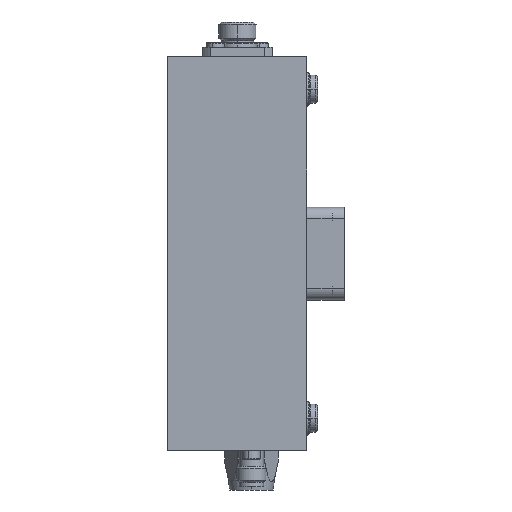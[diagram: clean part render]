
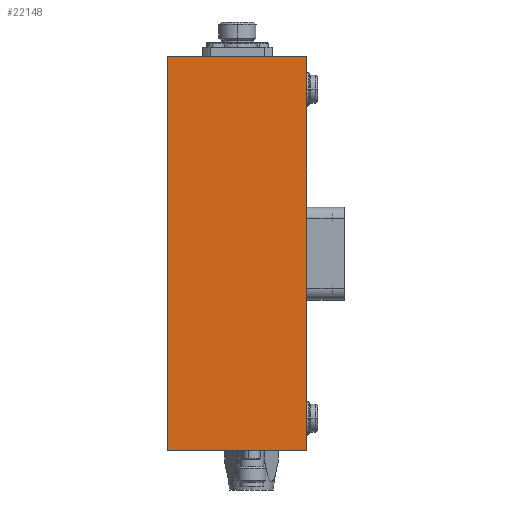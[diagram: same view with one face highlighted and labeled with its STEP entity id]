
A CAD part, left-side view. The second image highlights one B-rep face of the part: STEP entity #22148.
In plain terms, the highlighted planar face has unit normal (-1, 0, 0).
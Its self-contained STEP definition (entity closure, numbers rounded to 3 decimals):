
#21376 = VERTEX_POINT ( 'NONE', #66991 ) ;
#21383 = VERTEX_POINT ( 'NONE', #66867 ) ;
#21391 = EDGE_CURVE ( 'NONE', #21383, #21376, #66963, .T. ) ;
#21889 = ORIENTED_EDGE ( 'NONE', *, *, #22199, .F. ) ;
#21935 = ORIENTED_EDGE ( 'NONE', *, *, #22146, .T. ) ;
#21976 = VERTEX_POINT ( 'NONE', #68564 ) ;
#22043 = EDGE_LOOP ( 'NONE', ( #21935, #22149, #21889, #22211 ) ) ;
#22142 = VERTEX_POINT ( 'NONE', #68847 ) ;
#22146 = EDGE_CURVE ( 'NONE', #21376, #21976, #68727, .T. ) ;
#22148 = ADVANCED_FACE ( 'NONE', ( #68819 ), #68796, .F. ) ;
#22149 = ORIENTED_EDGE ( 'NONE', *, *, #22150, .F. ) ;
#22150 = EDGE_CURVE ( 'NONE', #22142, #21976, #68937, .T. ) ;
#22199 = EDGE_CURVE ( 'NONE', #21383, #22142, #68966, .T. ) ;
#22211 = ORIENTED_EDGE ( 'NONE', *, *, #21391, .T. ) ;
#66867 = CARTESIAN_POINT ( 'NONE',  ( -40., 30., -42.5 ) ) ;
#66945 = DIRECTION ( 'NONE',  ( 0., -1., 0. ) ) ;
#66946 = VECTOR ( 'NONE', #66945, 1000. ) ;
#66948 = CARTESIAN_POINT ( 'NONE',  ( -40., 30., -42.5 ) ) ;
#66963 = LINE ( 'NONE', #66948, #66946 ) ;
#66991 = CARTESIAN_POINT ( 'NONE',  ( -40., 0., -42.5 ) ) ;
#68564 = CARTESIAN_POINT ( 'NONE',  ( -40., 0., 42.5 ) ) ;
#68727 = LINE ( 'NONE', #68800, #68799 ) ;
#68796 = PLANE ( 'NONE',  #68817 ) ;
#68797 = DIRECTION ( 'NONE',  ( 0., 0., 1. ) ) ;
#68799 = VECTOR ( 'NONE', #68797, 1000. ) ;
#68800 = CARTESIAN_POINT ( 'NONE',  ( -40., 0., -42.5 ) ) ;
#68817 = AXIS2_PLACEMENT_3D ( 'NONE', #68935, #68933, #68932 ) ;
#68819 = FACE_OUTER_BOUND ( 'NONE', #22043, .T. ) ;
#68847 = CARTESIAN_POINT ( 'NONE',  ( -40., 30., 42.5 ) ) ;
#68920 = DIRECTION ( 'NONE',  ( 0., -1., 0. ) ) ;
#68923 = VECTOR ( 'NONE', #68920, 1000. ) ;
#68925 = CARTESIAN_POINT ( 'NONE',  ( -40., 30., 42.5 ) ) ;
#68932 = DIRECTION ( 'NONE',  ( 0., 0., -1. ) ) ;
#68933 = DIRECTION ( 'NONE',  ( 1., 0., 0. ) ) ;
#68935 = CARTESIAN_POINT ( 'NONE',  ( -40., 30., -42.5 ) ) ;
#68937 = LINE ( 'NONE', #68925, #68923 ) ;
#68962 = DIRECTION ( 'NONE',  ( 0., 0., 1. ) ) ;
#68964 = VECTOR ( 'NONE', #68962, 1000. ) ;
#68965 = CARTESIAN_POINT ( 'NONE',  ( -40., 30., -42.5 ) ) ;
#68966 = LINE ( 'NONE', #68965, #68964 ) ;
